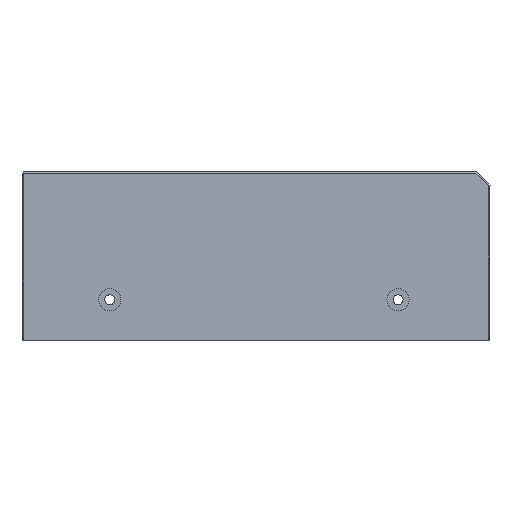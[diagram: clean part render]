
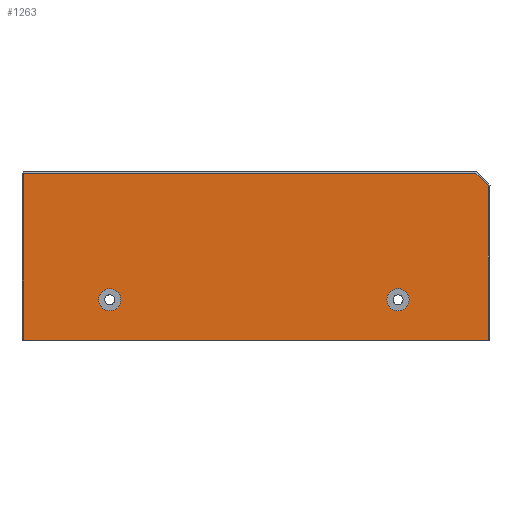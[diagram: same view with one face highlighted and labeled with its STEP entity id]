
A CAD part, left-side view. The second image highlights one B-rep face of the part: STEP entity #1263.
In plain terms, the highlighted planar face has unit normal (-1, 0, 0).
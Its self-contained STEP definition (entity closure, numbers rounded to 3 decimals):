
#17=FACE_BOUND('',#194,.T.);
#18=FACE_BOUND('',#195,.T.);
#51=PLANE('',#1359);
#117=FACE_OUTER_BOUND('',#193,.T.);
#193=EDGE_LOOP('',(#985,#986,#987,#988,#989));
#194=EDGE_LOOP('',(#990));
#195=EDGE_LOOP('',(#991));
#304=LINE('',#1883,#456);
#306=LINE('',#1887,#458);
#309=LINE('',#1893,#461);
#311=LINE('',#1897,#463);
#322=LINE('',#1917,#474);
#456=VECTOR('',#1522,10.);
#458=VECTOR('',#1526,10.);
#461=VECTOR('',#1531,10.);
#463=VECTOR('',#1535,10.);
#474=VECTOR('',#1552,10.);
#573=CIRCLE('',#1360,5.);
#574=CIRCLE('',#1361,5.);
#613=VERTEX_POINT('',#1844);
#625=VERTEX_POINT('',#1881);
#626=VERTEX_POINT('',#1886);
#628=VERTEX_POINT('',#1892);
#629=VERTEX_POINT('',#1896);
#636=VERTEX_POINT('',#1918);
#637=VERTEX_POINT('',#1920);
#752=EDGE_CURVE('',#625,#613,#304,.T.);
#754=EDGE_CURVE('',#613,#626,#306,.T.);
#757=EDGE_CURVE('',#626,#628,#309,.T.);
#759=EDGE_CURVE('',#628,#629,#311,.T.);
#770=EDGE_CURVE('',#629,#625,#322,.T.);
#771=EDGE_CURVE('',#636,#636,#573,.T.);
#772=EDGE_CURVE('',#637,#637,#574,.T.);
#985=ORIENTED_EDGE('',*,*,#759,.F.);
#986=ORIENTED_EDGE('',*,*,#757,.F.);
#987=ORIENTED_EDGE('',*,*,#754,.F.);
#988=ORIENTED_EDGE('',*,*,#752,.F.);
#989=ORIENTED_EDGE('',*,*,#770,.F.);
#990=ORIENTED_EDGE('',*,*,#771,.F.);
#991=ORIENTED_EDGE('',*,*,#772,.F.);
#1263=ADVANCED_FACE('',(#117,#17,#18),#51,.F.);
#1359=AXIS2_PLACEMENT_3D('',#1916,#1550,#1551);
#1360=AXIS2_PLACEMENT_3D('',#1919,#1553,#1554);
#1361=AXIS2_PLACEMENT_3D('',#1921,#1555,#1556);
#1522=DIRECTION('',(0.,0.,1.));
#1526=DIRECTION('',(0.,-1.,0.));
#1531=DIRECTION('',(0.,-0.707,-0.707));
#1535=DIRECTION('',(0.,0.,-1.));
#1550=DIRECTION('center_axis',(1.,0.,0.));
#1551=DIRECTION('ref_axis',(0.,0.,-1.));
#1552=DIRECTION('',(0.,1.,0.));
#1553=DIRECTION('center_axis',(-1.,0.,0.));
#1554=DIRECTION('ref_axis',(0.,1.,0.));
#1555=DIRECTION('center_axis',(-1.,0.,0.));
#1556=DIRECTION('ref_axis',(0.,1.,0.));
#1844=CARTESIAN_POINT('',(184.224,606.685,585.705));
#1881=CARTESIAN_POINT('',(184.224,606.685,510.505));
#1883=CARTESIAN_POINT('',(184.224,606.685,530.005));
#1886=CARTESIAN_POINT('',(184.224,402.822,585.705));
#1887=CARTESIAN_POINT('',(184.224,556.735,585.705));
#1892=CARTESIAN_POINT('',(184.224,397.291,580.173));
#1893=CARTESIAN_POINT('',(184.224,418.18,601.063));
#1896=CARTESIAN_POINT('',(184.224,397.291,510.505));
#1897=CARTESIAN_POINT('',(184.224,397.291,565.008));
#1916=CARTESIAN_POINT('Origin',(184.224,505.985,549.505));
#1917=CARTESIAN_POINT('',(184.224,455.485,510.505));
#1918=CARTESIAN_POINT('',(184.224,432.935,528.805));
#1919=CARTESIAN_POINT('Origin',(184.224,437.935,528.805));
#1920=CARTESIAN_POINT('',(184.224,562.935,528.805));
#1921=CARTESIAN_POINT('Origin',(184.224,567.935,528.805));
